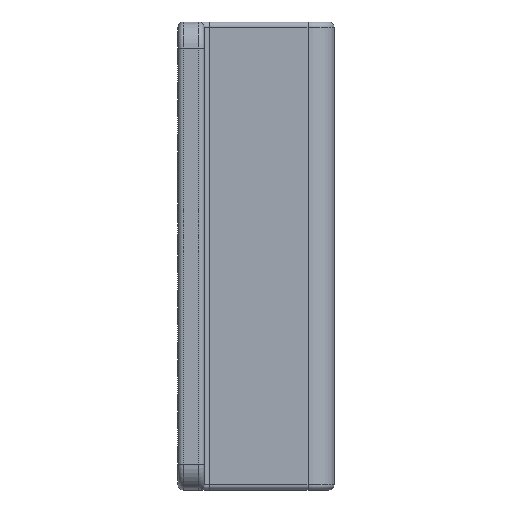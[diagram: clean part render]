
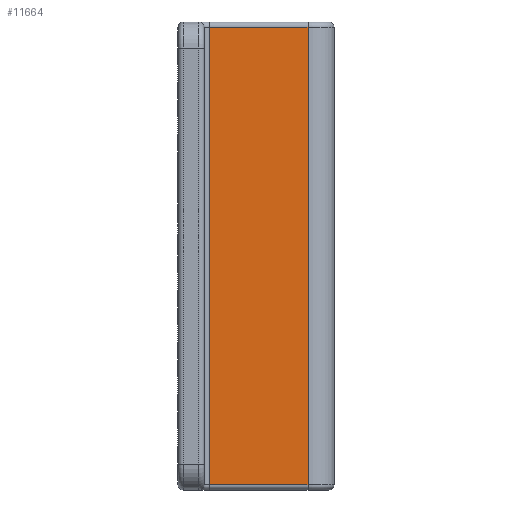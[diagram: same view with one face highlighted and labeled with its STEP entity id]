
A CAD part, left-side view. The second image highlights one B-rep face of the part: STEP entity #11664.
In plain terms, the highlighted planar face has unit normal (-1, 0, 0).
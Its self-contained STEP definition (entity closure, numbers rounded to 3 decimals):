
#510 = ORIENTED_EDGE ( 'NONE', *, *, #11596, .T. ) ;
#534 = ORIENTED_EDGE ( 'NONE', *, *, #6275, .T. ) ;
#791 = FACE_OUTER_BOUND ( 'NONE', #3079, .T. ) ;
#2080 = DIRECTION ( 'NONE',  ( 0., 1., 0. ) ) ;
#2675 = VECTOR ( 'NONE', #2080, 1000. ) ;
#3079 = EDGE_LOOP ( 'NONE', ( #10087, #15021, #510, #534 ) ) ;
#3725 = CARTESIAN_POINT ( 'NONE',  ( -2.5, 9., 44. ) ) ;
#4457 = VECTOR ( 'NONE', #18349, 1000. ) ;
#4647 = LINE ( 'NONE', #8273, #4457 ) ;
#5439 = CARTESIAN_POINT ( 'NONE',  ( -2.5, 9., 44. ) ) ;
#5735 = VERTEX_POINT ( 'NONE', #17548 ) ;
#6059 = CARTESIAN_POINT ( 'NONE',  ( -2.5, -15., -45. ) ) ;
#6275 = EDGE_CURVE ( 'NONE', #5735, #13637, #15350, .T. ) ;
#7403 = LINE ( 'NONE', #9163, #14570 ) ;
#7482 = DIRECTION ( 'NONE',  ( 0., 0., 1. ) ) ;
#7713 = DIRECTION ( 'NONE',  ( 0., 0., 1. ) ) ;
#8273 = CARTESIAN_POINT ( 'NONE',  ( -2.5, -15., -44. ) ) ;
#8598 = LINE ( 'NONE', #15277, #19481 ) ;
#9163 = CARTESIAN_POINT ( 'NONE',  ( -2.5, 9., -45. ) ) ;
#9376 = DIRECTION ( 'NONE',  ( 0., 0., -1. ) ) ;
#10087 = ORIENTED_EDGE ( 'NONE', *, *, #16593, .T. ) ;
#10364 = CARTESIAN_POINT ( 'NONE',  ( -2.5, -10., -44. ) ) ;
#11596 = EDGE_CURVE ( 'NONE', #17702, #5735, #8598, .T. ) ;
#11664 = ADVANCED_FACE ( 'NONE', ( #791 ), #16144, .T. ) ;
#12129 = AXIS2_PLACEMENT_3D ( 'NONE', #6059, #19013, #7482 ) ;
#13637 = VERTEX_POINT ( 'NONE', #5439 ) ;
#14570 = VECTOR ( 'NONE', #9376, 1000. ) ;
#15021 = ORIENTED_EDGE ( 'NONE', *, *, #17963, .T. ) ;
#15277 = CARTESIAN_POINT ( 'NONE',  ( -2.5, -10., -45. ) ) ;
#15350 = LINE ( 'NONE', #3725, #2675 ) ;
#15607 = CARTESIAN_POINT ( 'NONE',  ( -2.5, 9., -44. ) ) ;
#16144 = PLANE ( 'NONE',  #12129 ) ;
#16593 = EDGE_CURVE ( 'NONE', #13637, #19694, #7403, .T. ) ;
#17548 = CARTESIAN_POINT ( 'NONE',  ( -2.5, -10., 44. ) ) ;
#17702 = VERTEX_POINT ( 'NONE', #10364 ) ;
#17963 = EDGE_CURVE ( 'NONE', #19694, #17702, #4647, .T. ) ;
#18349 = DIRECTION ( 'NONE',  ( 0., -1., 0. ) ) ;
#19013 = DIRECTION ( 'NONE',  ( -1., 0., 0. ) ) ;
#19481 = VECTOR ( 'NONE', #7713, 1000. ) ;
#19694 = VERTEX_POINT ( 'NONE', #15607 ) ;
